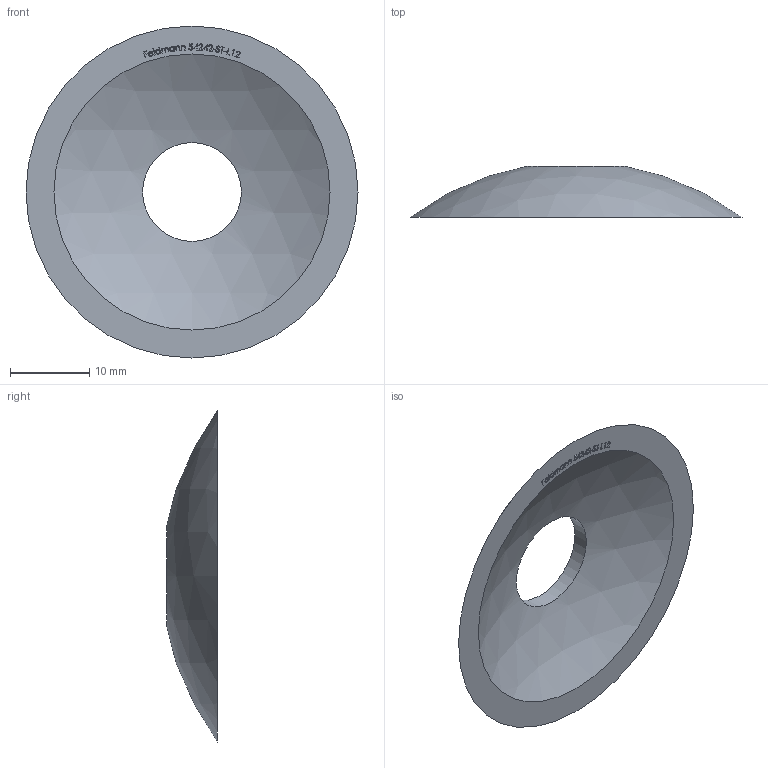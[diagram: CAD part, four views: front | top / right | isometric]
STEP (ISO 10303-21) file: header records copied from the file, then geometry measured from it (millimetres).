
FILE_DESCRIPTION (( 'STEP AP203' ), '1' );
FILE_NAME ('54242-ST-L12.step', '2021-11-26T07:26:48', ( '' ), ( '' ), 'SwSTEP 2.0', 'SolidWorks 2018', '' );
FILE_SCHEMA (( 'CONFIG_CONTROL_DESIGN' ));
Length unit declared in the file: millimetre
Products named in the file (2): 54242-ST-L12
Bounding box: 42 x 6.44 x 42 mm (x, y, z)
Volume: 2319.9 mm3; surface area: 2841.9 mm2
Topology: 1 solids, 1 shells, 252 faces, 674 edges, 450 vertices
Faces by surface type: plane 160, bspline 89, sphere 2, cylinder 1
Full cylindrical faces by diameter (mm): 12.5 x1
Entity records: 12398 total; most frequent: CARTESIAN_POINT 6546, ORIENTED_EDGE 1346, DIRECTION 829, EDGE_CURVE 673, LINE 491, VECTOR 491, VERTEX_POINT 450, EDGE_LOOP 281
